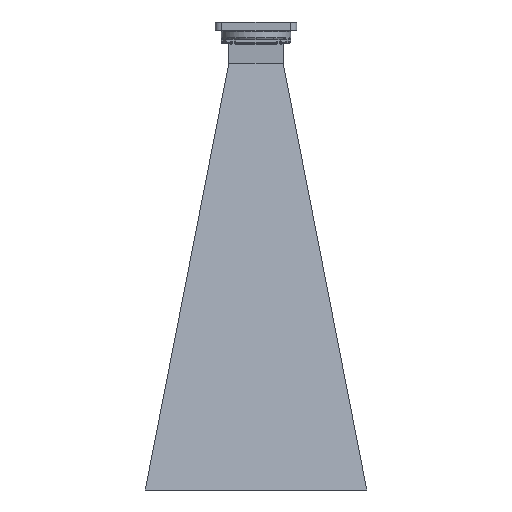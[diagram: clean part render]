
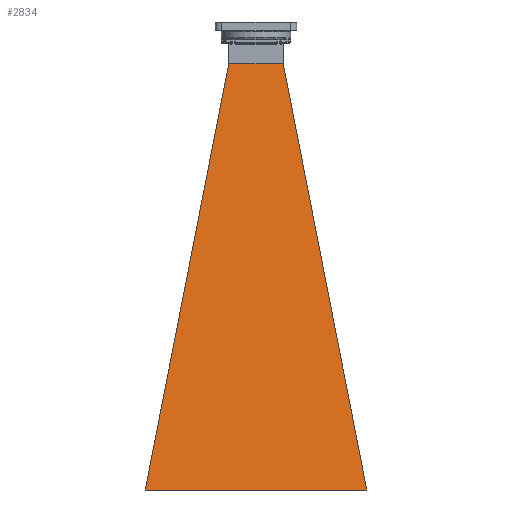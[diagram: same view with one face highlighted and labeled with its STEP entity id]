
A CAD part, front view. The second image highlights one B-rep face of the part: STEP entity #2834.
In plain terms, the highlighted planar face has unit normal (0, -0.988, 0.158).
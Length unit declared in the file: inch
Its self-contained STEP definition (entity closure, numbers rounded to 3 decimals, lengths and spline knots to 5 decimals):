
#161 = FACE_OUTER_BOUND ( 'NONE', #593, .T. ) ;
#293 = ORIENTED_EDGE ( 'NONE', *, *, #2574, .F. ) ;
#310 = VECTOR ( 'NONE', #3044, 39.37008 ) ;
#593 = EDGE_LOOP ( 'NONE', ( #3561, #6358, #293, #6998 ) ) ;
#786 = CARTESIAN_POINT ( 'NONE',  ( -0.62621, -0.31331, -0.95 ) ) ;
#826 = LINE ( 'NONE', #1298, #6689 ) ;
#1143 = DIRECTION ( 'NONE',  ( 0., -0.987, 0.158 ) ) ;
#1298 = CARTESIAN_POINT ( 'NONE',  ( -0.41967, -0.14461, 0.10526 ) ) ;
#1322 = DIRECTION ( 'NONE',  ( -0.19, -0.155, -0.97 ) ) ;
#1376 = EDGE_CURVE ( 'NONE', #1740, #7256, #3792, .T. ) ;
#1740 = VERTEX_POINT ( 'NONE', #5230 ) ;
#1849 = DIRECTION ( 'NONE',  ( 1., 0., 0. ) ) ;
#2000 = LINE ( 'NONE', #3071, #310 ) ;
#2420 = CARTESIAN_POINT ( 'NONE',  ( 0., -1.88481, -10.78 ) ) ;
#2574 = EDGE_CURVE ( 'NONE', #4923, #7256, #6205, .T. ) ;
#2616 = CARTESIAN_POINT ( 'NONE',  ( 0.41967, -0.14461, 0.10526 ) ) ;
#2834 = ADVANCED_FACE ( 'NONE', ( #161 ), #3884, .T. ) ;
#3044 = DIRECTION ( 'NONE',  ( -1., 0., 0. ) ) ;
#3071 = CARTESIAN_POINT ( 'NONE',  ( 0., -0.31331, -0.95 ) ) ;
#3269 = VECTOR ( 'NONE', #4869, 39.37008 ) ;
#3420 = DIRECTION ( 'NONE',  ( 0., -0.158, -0.987 ) ) ;
#3561 = ORIENTED_EDGE ( 'NONE', *, *, #3849, .T. ) ;
#3792 = LINE ( 'NONE', #2420, #6619 ) ;
#3849 = EDGE_CURVE ( 'NONE', #5748, #1740, #826, .T. ) ;
#3884 = PLANE ( 'NONE',  #6707 ) ;
#4443 = CARTESIAN_POINT ( 'NONE',  ( 0., -0.15742, 0.02517 ) ) ;
#4616 = CARTESIAN_POINT ( 'NONE',  ( 0.62621, -0.31331, -0.95 ) ) ;
#4869 = DIRECTION ( 'NONE',  ( 0.19, -0.155, -0.97 ) ) ;
#4923 = VERTEX_POINT ( 'NONE', #4616 ) ;
#5230 = CARTESIAN_POINT ( 'NONE',  ( -2.55021, -1.88481, -10.78 ) ) ;
#5748 = VERTEX_POINT ( 'NONE', #786 ) ;
#6066 = EDGE_CURVE ( 'NONE', #4923, #5748, #2000, .T. ) ;
#6205 = LINE ( 'NONE', #2616, #3269 ) ;
#6358 = ORIENTED_EDGE ( 'NONE', *, *, #1376, .T. ) ;
#6619 = VECTOR ( 'NONE', #1849, 39.37008 ) ;
#6689 = VECTOR ( 'NONE', #1322, 39.37008 ) ;
#6707 = AXIS2_PLACEMENT_3D ( 'NONE', #4443, #1143, #3420 ) ;
#6821 = CARTESIAN_POINT ( 'NONE',  ( 2.55021, -1.88481, -10.78 ) ) ;
#6998 = ORIENTED_EDGE ( 'NONE', *, *, #6066, .T. ) ;
#7256 = VERTEX_POINT ( 'NONE', #6821 ) ;
